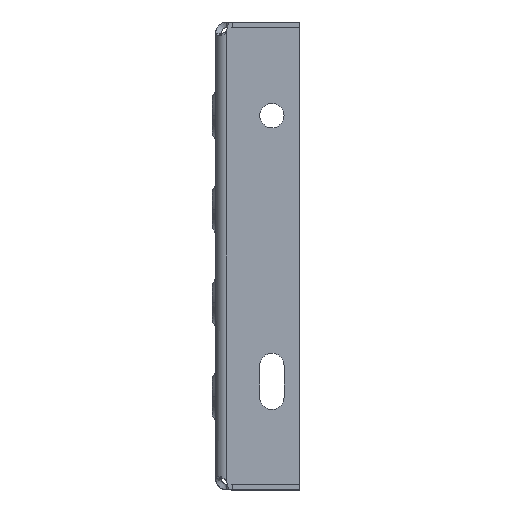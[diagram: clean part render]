
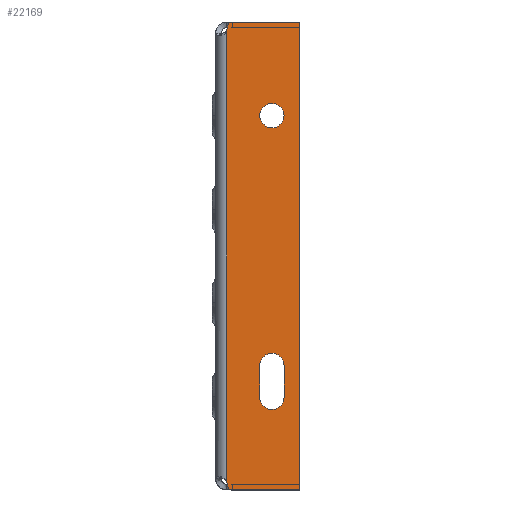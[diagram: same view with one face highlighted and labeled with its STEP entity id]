
A CAD part, left-side view. The second image highlights one B-rep face of the part: STEP entity #22169.
In plain terms, the highlighted planar face has unit normal (-1, 0, 0).
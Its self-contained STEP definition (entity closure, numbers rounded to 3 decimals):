
#62 = EDGE_CURVE ( 'NONE', #33231, #8894, #38077, .T. ) ;
#683 = ORIENTED_EDGE ( 'NONE', *, *, #38382, .F. ) ;
#1082 = CARTESIAN_POINT ( 'NONE',  ( -400., 395.493, 0. ) ) ;
#1207 = VERTEX_POINT ( 'NONE', #24172 ) ;
#3234 = DIRECTION ( 'NONE',  ( 0., 0., 1. ) ) ;
#3515 = EDGE_CURVE ( 'NONE', #1207, #20092, #38067, .T. ) ;
#4005 = CARTESIAN_POINT ( 'NONE',  ( -400., -30.007, 75. ) ) ;
#4240 = CIRCLE ( 'NONE', #34466, 5. ) ;
#4347 = VERTEX_POINT ( 'NONE', #22039 ) ;
#4796 = CARTESIAN_POINT ( 'NONE',  ( -400., -6., 0. ) ) ;
#4890 = DIRECTION ( 'NONE',  ( 1., 0., 0. ) ) ;
#5031 = DIRECTION ( 'NONE',  ( 1., 0., 0. ) ) ;
#5159 = VERTEX_POINT ( 'NONE', #32862 ) ;
#5864 = VERTEX_POINT ( 'NONE', #24424 ) ;
#6187 = DIRECTION ( 'NONE',  ( 0., 1., 0. ) ) ;
#6687 = CARTESIAN_POINT ( 'NONE',  ( -400., -45.007, 165.5 ) ) ;
#7678 = FACE_BOUND ( 'NONE', #10160, .T. ) ;
#7679 = DIRECTION ( 'NONE',  ( 1., 0., 0. ) ) ;
#7824 = AXIS2_PLACEMENT_3D ( 'NONE', #35168, #5031, #15314 ) ;
#7924 = VECTOR ( 'NONE', #18200, 1000. ) ;
#8894 = VERTEX_POINT ( 'NONE', #22691 ) ;
#9307 = DIRECTION ( 'NONE',  ( 0., 0., -1. ) ) ;
#10160 = EDGE_LOOP ( 'NONE', ( #21311, #17227 ) ) ;
#10589 = ORIENTED_EDGE ( 'NONE', *, *, #41551, .T. ) ;
#10982 = CARTESIAN_POINT ( 'NONE',  ( -400., -23.507, 0. ) ) ;
#11061 = CARTESIAN_POINT ( 'NONE',  ( -400., -1.507, 123. ) ) ;
#11307 = DIRECTION ( 'NONE',  ( 1., 0., 0. ) ) ;
#11523 = CARTESIAN_POINT ( 'NONE',  ( -400., -30.007, -75.5 ) ) ;
#13047 = CARTESIAN_POINT ( 'NONE',  ( -400., -45.007, 125. ) ) ;
#13185 = CARTESIAN_POINT ( 'NONE',  ( -400., -1.507, -123. ) ) ;
#13389 = CARTESIAN_POINT ( 'NONE',  ( -400., -6.507, 123. ) ) ;
#13408 = DIRECTION ( 'NONE',  ( 0., 0., 1. ) ) ;
#13495 = EDGE_CURVE ( 'NONE', #28706, #5864, #20367, .T. ) ;
#13589 = ORIENTED_EDGE ( 'NONE', *, *, #35216, .T. ) ;
#13671 = EDGE_CURVE ( 'NONE', #8894, #1207, #4240, .T. ) ;
#13807 = PLANE ( 'NONE',  #38747 ) ;
#14268 = DIRECTION ( 'NONE',  ( 1., 0., 0. ) ) ;
#14467 = CARTESIAN_POINT ( 'NONE',  ( -400., -8.507, -125. ) ) ;
#14499 = VERTEX_POINT ( 'NONE', #13389 ) ;
#14592 = DIRECTION ( 'NONE',  ( 0., 1., 0. ) ) ;
#14891 = CIRCLE ( 'NONE', #38821, 6.5 ) ;
#14941 = LINE ( 'NONE', #10982, #28812 ) ;
#15123 = CARTESIAN_POINT ( 'NONE',  ( -400., -36.507, -58.5 ) ) ;
#15314 = DIRECTION ( 'NONE',  ( 0., 0., -1. ) ) ;
#17227 = ORIENTED_EDGE ( 'NONE', *, *, #13495, .T. ) ;
#17356 = CARTESIAN_POINT ( 'NONE',  ( -400., -8.507, 123. ) ) ;
#17706 = EDGE_CURVE ( 'NONE', #14499, #30647, #41813, .T. ) ;
#18200 = DIRECTION ( 'NONE',  ( 0., 0., 1. ) ) ;
#18745 = LINE ( 'NONE', #28682, #37195 ) ;
#19217 = EDGE_LOOP ( 'NONE', ( #10589, #36098, #43579, #43505 ) ) ;
#19895 = LINE ( 'NONE', #33136, #33817 ) ;
#19951 = CARTESIAN_POINT ( 'NONE',  ( -400., -8.507, 125. ) ) ;
#20092 = VERTEX_POINT ( 'NONE', #31374 ) ;
#20367 = CIRCLE ( 'NONE', #36585, 6.5 ) ;
#21110 = FACE_OUTER_BOUND ( 'NONE', #37476, .T. ) ;
#21112 = DIRECTION ( 'NONE',  ( 0., 1., 0. ) ) ;
#21255 = CIRCLE ( 'NONE', #28300, 5. ) ;
#21311 = ORIENTED_EDGE ( 'NONE', *, *, #42905, .T. ) ;
#21602 = DIRECTION ( 'NONE',  ( 0., 1., 0. ) ) ;
#22039 = CARTESIAN_POINT ( 'NONE',  ( -400., -36.507, -75.5 ) ) ;
#22124 = ORIENTED_EDGE ( 'NONE', *, *, #13671, .F. ) ;
#22169 = ADVANCED_FACE ( 'NONE', ( #24201, #7678, #21110 ), #13807, .F. ) ;
#22244 = ORIENTED_EDGE ( 'NONE', *, *, #3515, .F. ) ;
#22691 = CARTESIAN_POINT ( 'NONE',  ( -400., -6.507, -123. ) ) ;
#22797 = AXIS2_PLACEMENT_3D ( 'NONE', #17356, #29665, #3234 ) ;
#22849 = EDGE_CURVE ( 'NONE', #31555, #4347, #18745, .T. ) ;
#22854 = ORIENTED_EDGE ( 'NONE', *, *, #62, .F. ) ;
#23134 = CARTESIAN_POINT ( 'NONE',  ( -400., -30.007, -58.5 ) ) ;
#23696 = ORIENTED_EDGE ( 'NONE', *, *, #35323, .F. ) ;
#24172 = CARTESIAN_POINT ( 'NONE',  ( -400., -6., -120.806 ) ) ;
#24201 = FACE_BOUND ( 'NONE', #19217, .T. ) ;
#24424 = CARTESIAN_POINT ( 'NONE',  ( -400., -23.507, 75. ) ) ;
#25283 = EDGE_CURVE ( 'NONE', #27924, #33231, #19895, .T. ) ;
#26091 = ORIENTED_EDGE ( 'NONE', *, *, #17706, .F. ) ;
#26484 = DIRECTION ( 'NONE',  ( 0., 0., 1. ) ) ;
#26635 = AXIS2_PLACEMENT_3D ( 'NONE', #11523, #11307, #14592 ) ;
#27716 = DIRECTION ( 'NONE',  ( 0., 0., -1. ) ) ;
#27874 = VECTOR ( 'NONE', #35994, 1000. ) ;
#27924 = VERTEX_POINT ( 'NONE', #32436 ) ;
#28300 = AXIS2_PLACEMENT_3D ( 'NONE', #11061, #31338, #37951 ) ;
#28682 = CARTESIAN_POINT ( 'NONE',  ( -400., -36.507, 0. ) ) ;
#28706 = VERTEX_POINT ( 'NONE', #34324 ) ;
#28812 = VECTOR ( 'NONE', #41633, 1000. ) ;
#29665 = DIRECTION ( 'NONE',  ( 1., 0., 0. ) ) ;
#30647 = VERTEX_POINT ( 'NONE', #19951 ) ;
#31338 = DIRECTION ( 'NONE',  ( -1., 0., 0. ) ) ;
#31374 = CARTESIAN_POINT ( 'NONE',  ( -400., -6., 120.806 ) ) ;
#31449 = CARTESIAN_POINT ( 'NONE',  ( -400., -45.007, 125. ) ) ;
#31450 = VERTEX_POINT ( 'NONE', #31449 ) ;
#31555 = VERTEX_POINT ( 'NONE', #15123 ) ;
#32278 = EDGE_CURVE ( 'NONE', #4347, #34986, #42145, .T. ) ;
#32436 = CARTESIAN_POINT ( 'NONE',  ( -400., -45.007, -125. ) ) ;
#32509 = CIRCLE ( 'NONE', #33205, 6.5 ) ;
#32862 = CARTESIAN_POINT ( 'NONE',  ( -400., -23.507, -58.5 ) ) ;
#33117 = LINE ( 'NONE', #13047, #27874 ) ;
#33136 = CARTESIAN_POINT ( 'NONE',  ( -400., -45.007, -125. ) ) ;
#33205 = AXIS2_PLACEMENT_3D ( 'NONE', #23134, #40134, #6187 ) ;
#33231 = VERTEX_POINT ( 'NONE', #14467 ) ;
#33682 = DIRECTION ( 'NONE',  ( -1., 0., 0. ) ) ;
#33817 = VECTOR ( 'NONE', #37086, 1000. ) ;
#34324 = CARTESIAN_POINT ( 'NONE',  ( -400., -36.507, 75. ) ) ;
#34466 = AXIS2_PLACEMENT_3D ( 'NONE', #13185, #33682, #13408 ) ;
#34986 = VERTEX_POINT ( 'NONE', #41761 ) ;
#35168 = CARTESIAN_POINT ( 'NONE',  ( -400., -8.507, -123. ) ) ;
#35216 = EDGE_CURVE ( 'NONE', #27924, #31450, #37075, .T. ) ;
#35323 = EDGE_CURVE ( 'NONE', #20092, #14499, #21255, .T. ) ;
#35493 = EDGE_CURVE ( 'NONE', #5159, #31555, #32509, .T. ) ;
#35994 = DIRECTION ( 'NONE',  ( 0., -1., 0. ) ) ;
#36098 = ORIENTED_EDGE ( 'NONE', *, *, #35493, .T. ) ;
#36585 = AXIS2_PLACEMENT_3D ( 'NONE', #4005, #4890, #21602 ) ;
#37075 = LINE ( 'NONE', #6687, #38127 ) ;
#37086 = DIRECTION ( 'NONE',  ( 0., 1., 0. ) ) ;
#37195 = VECTOR ( 'NONE', #9307, 1000. ) ;
#37476 = EDGE_LOOP ( 'NONE', ( #22244, #22124, #22854, #42090, #13589, #683, #26091, #23696 ) ) ;
#37862 = CARTESIAN_POINT ( 'NONE',  ( -400., -30.007, 75. ) ) ;
#37951 = DIRECTION ( 'NONE',  ( 0., 0., -1. ) ) ;
#38067 = LINE ( 'NONE', #4796, #7924 ) ;
#38077 = CIRCLE ( 'NONE', #7824, 2. ) ;
#38127 = VECTOR ( 'NONE', #26484, 1000. ) ;
#38382 = EDGE_CURVE ( 'NONE', #30647, #31450, #33117, .T. ) ;
#38747 = AXIS2_PLACEMENT_3D ( 'NONE', #1082, #14268, #27716 ) ;
#38821 = AXIS2_PLACEMENT_3D ( 'NONE', #37862, #7679, #21112 ) ;
#40134 = DIRECTION ( 'NONE',  ( 1., 0., 0. ) ) ;
#41551 = EDGE_CURVE ( 'NONE', #34986, #5159, #14941, .T. ) ;
#41633 = DIRECTION ( 'NONE',  ( 0., 0., 1. ) ) ;
#41761 = CARTESIAN_POINT ( 'NONE',  ( -400., -23.507, -75.5 ) ) ;
#41813 = CIRCLE ( 'NONE', #22797, 2. ) ;
#42090 = ORIENTED_EDGE ( 'NONE', *, *, #25283, .F. ) ;
#42145 = CIRCLE ( 'NONE', #26635, 6.5 ) ;
#42905 = EDGE_CURVE ( 'NONE', #5864, #28706, #14891, .T. ) ;
#43505 = ORIENTED_EDGE ( 'NONE', *, *, #32278, .T. ) ;
#43579 = ORIENTED_EDGE ( 'NONE', *, *, #22849, .T. ) ;
